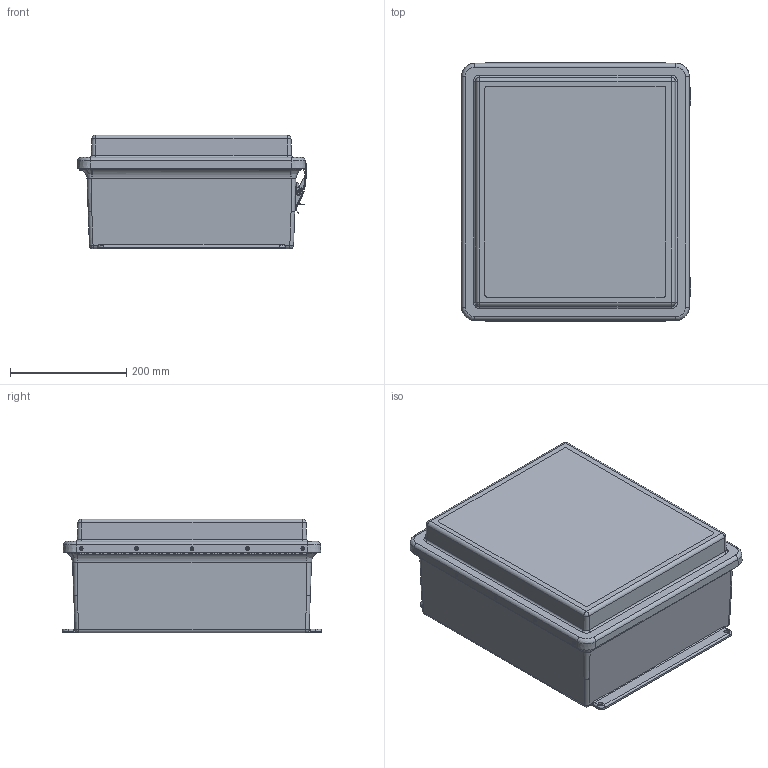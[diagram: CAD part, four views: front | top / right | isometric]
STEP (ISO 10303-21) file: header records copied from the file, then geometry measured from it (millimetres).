
FILE_DESCRIPTION (( 'STEP AP214' ), '1' );
FILE_NAME ('MRW1614HPL.STEP', '2018-11-07T00:47:14', ( '' ), ( '' ), 'SwSTEP 2.0', 'SolidWorks 2018', '' );
FILE_SCHEMA (( 'AUTOMOTIVE_DESIGN' ));
Length unit declared in the file: inch
Products named in the file (1): MRW1614HPL
Bounding box: 395.38 x 445.29 x 195.51 mm (x, y, z)
Volume: 2808104.7 mm3; surface area: 1411149.5 mm2
Topology: 41 solids, 41 shells, 1180 faces, 2989 edges, 1936 vertices
Faces by surface type: plane 519, cylinder 488, bspline 112, cone 49, torus 12
Full cylindrical faces by diameter (mm): 2.159 x63, 2.64 x8, 3.048 x2, 3.175 x18, 3.302 x4, 3.327 x10, 3.429 x18, 3.556 x22, 3.861 x8, 3.962 x7, 4.306 x4, 5.537 x4, 6.35 x10, 6.858 x4, 7.62 x4, 9.525 x2
Entity records: 55795 total; most frequent: CARTESIAN_POINT 12266, DIRECTION 5560, ORIENTED_EDGE 5468, EDGE_CURVE 2734, AXIS2_PLACEMENT_3D 2040, VERTEX_POINT 1902, EDGE_LOOP 1712, VECTOR 1480
